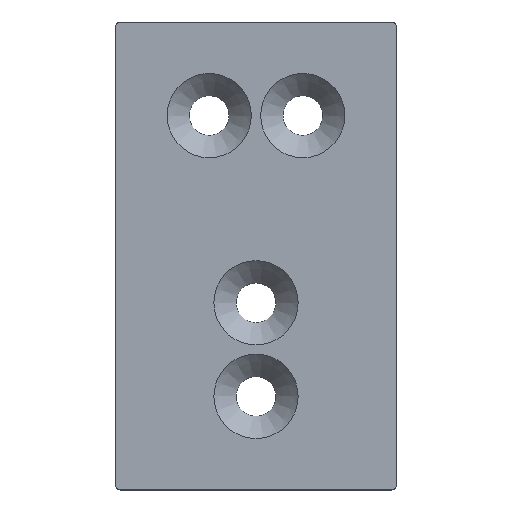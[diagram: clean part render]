
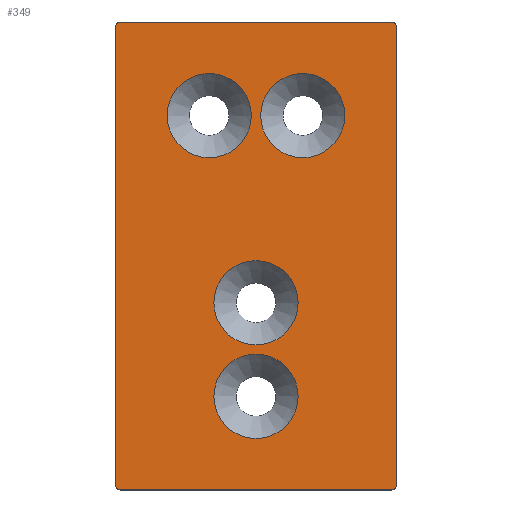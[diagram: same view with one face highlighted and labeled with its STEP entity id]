
A CAD part, top view. The second image highlights one B-rep face of the part: STEP entity #349.
In plain terms, the highlighted planar face has unit normal (0, 0, 1).
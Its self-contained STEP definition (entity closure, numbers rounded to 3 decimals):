
#15=FACE_BOUND('',#68,.T.);
#16=FACE_BOUND('',#69,.T.);
#17=FACE_BOUND('',#70,.T.);
#18=FACE_BOUND('',#71,.T.);
#27=PLANE('',#414);
#49=FACE_OUTER_BOUND('',#67,.T.);
#67=EDGE_LOOP('',(#301,#302,#303,#304,#305,#306,#307,#308));
#68=EDGE_LOOP('',(#309));
#69=EDGE_LOOP('',(#310));
#70=EDGE_LOOP('',(#311));
#71=EDGE_LOOP('',(#312));
#88=LINE('',#588,#112);
#92=LINE('',#600,#116);
#96=LINE('',#612,#120);
#100=LINE('',#622,#124);
#112=VECTOR('',#485,58.);
#116=VECTOR('',#497,98.);
#120=VECTOR('',#509,58.);
#124=VECTOR('',#521,98.);
#137=CIRCLE('',#391,9.);
#138=CIRCLE('',#393,9.);
#139=CIRCLE('',#395,9.);
#140=CIRCLE('',#397,9.);
#142=CIRCLE('',#400,1.);
#144=CIRCLE('',#404,1.);
#146=CIRCLE('',#408,1.);
#148=CIRCLE('',#412,1.);
#161=VERTEX_POINT('',#560);
#162=VERTEX_POINT('',#564);
#163=VERTEX_POINT('',#568);
#164=VERTEX_POINT('',#572);
#167=VERTEX_POINT('',#579);
#168=VERTEX_POINT('',#581);
#170=VERTEX_POINT('',#587);
#172=VERTEX_POINT('',#593);
#174=VERTEX_POINT('',#599);
#176=VERTEX_POINT('',#605);
#178=VERTEX_POINT('',#611);
#180=VERTEX_POINT('',#617);
#198=EDGE_CURVE('',#161,#161,#137,.T.);
#200=EDGE_CURVE('',#162,#162,#138,.T.);
#202=EDGE_CURVE('',#163,#163,#139,.T.);
#204=EDGE_CURVE('',#164,#164,#140,.T.);
#207=EDGE_CURVE('',#168,#167,#142,.T.);
#210=EDGE_CURVE('',#170,#168,#88,.T.);
#213=EDGE_CURVE('',#172,#170,#144,.T.);
#216=EDGE_CURVE('',#174,#172,#92,.T.);
#219=EDGE_CURVE('',#176,#174,#146,.T.);
#222=EDGE_CURVE('',#178,#176,#96,.T.);
#225=EDGE_CURVE('',#180,#178,#148,.T.);
#228=EDGE_CURVE('',#167,#180,#100,.T.);
#301=ORIENTED_EDGE('',*,*,#228,.T.);
#302=ORIENTED_EDGE('',*,*,#225,.T.);
#303=ORIENTED_EDGE('',*,*,#222,.T.);
#304=ORIENTED_EDGE('',*,*,#219,.T.);
#305=ORIENTED_EDGE('',*,*,#216,.T.);
#306=ORIENTED_EDGE('',*,*,#213,.T.);
#307=ORIENTED_EDGE('',*,*,#210,.T.);
#308=ORIENTED_EDGE('',*,*,#207,.T.);
#309=ORIENTED_EDGE('',*,*,#198,.T.);
#310=ORIENTED_EDGE('',*,*,#200,.T.);
#311=ORIENTED_EDGE('',*,*,#202,.T.);
#312=ORIENTED_EDGE('',*,*,#204,.T.);
#349=ADVANCED_FACE('',(#49,#15,#16,#17,#18),#27,.T.);
#391=AXIS2_PLACEMENT_3D('',#562,#457,#458);
#393=AXIS2_PLACEMENT_3D('',#566,#462,#463);
#395=AXIS2_PLACEMENT_3D('',#570,#467,#468);
#397=AXIS2_PLACEMENT_3D('',#574,#472,#473);
#400=AXIS2_PLACEMENT_3D('',#582,#479,#480);
#404=AXIS2_PLACEMENT_3D('',#594,#491,#492);
#408=AXIS2_PLACEMENT_3D('',#606,#503,#504);
#412=AXIS2_PLACEMENT_3D('',#618,#515,#516);
#414=AXIS2_PLACEMENT_3D('',#623,#522,#523);
#457=DIRECTION('center_axis',(0.,0.,-1.));
#458=DIRECTION('ref_axis',(1.,0.,0.));
#462=DIRECTION('center_axis',(0.,0.,-1.));
#463=DIRECTION('ref_axis',(1.,0.,0.));
#467=DIRECTION('center_axis',(0.,0.,-1.));
#468=DIRECTION('ref_axis',(1.,0.,0.));
#472=DIRECTION('center_axis',(0.,0.,-1.));
#473=DIRECTION('ref_axis',(1.,0.,0.));
#479=DIRECTION('center_axis',(0.,0.,1.));
#480=DIRECTION('ref_axis',(0.,1.,0.));
#485=DIRECTION('',(-1.,0.,0.));
#491=DIRECTION('center_axis',(0.,0.,1.));
#492=DIRECTION('ref_axis',(1.,0.,0.));
#497=DIRECTION('',(0.,1.,0.));
#503=DIRECTION('center_axis',(0.,0.,1.));
#504=DIRECTION('ref_axis',(0.,-1.,0.));
#509=DIRECTION('',(1.,0.,0.));
#515=DIRECTION('center_axis',(0.,0.,1.));
#516=DIRECTION('ref_axis',(-1.,0.,0.));
#521=DIRECTION('',(0.,-1.,0.));
#522=DIRECTION('center_axis',(0.,0.,1.));
#523=DIRECTION('ref_axis',(1.,0.,0.));
#560=CARTESIAN_POINT('',(-9.,0.,4.));
#562=CARTESIAN_POINT('Origin',(0.,0.,4.));
#564=CARTESIAN_POINT('',(-9.,-20.,4.));
#566=CARTESIAN_POINT('Origin',(0.,-20.,4.));
#568=CARTESIAN_POINT('',(1.,40.,4.));
#570=CARTESIAN_POINT('Origin',(10.,40.,4.));
#572=CARTESIAN_POINT('',(-19.,40.,4.));
#574=CARTESIAN_POINT('Origin',(-10.,40.,4.));
#579=CARTESIAN_POINT('',(-30.,59.,4.));
#581=CARTESIAN_POINT('',(-29.,60.,4.));
#582=CARTESIAN_POINT('Origin',(-29.,59.,4.));
#587=CARTESIAN_POINT('',(29.,60.,4.));
#588=CARTESIAN_POINT('',(29.,60.,4.));
#593=CARTESIAN_POINT('',(30.,59.,4.));
#594=CARTESIAN_POINT('Origin',(29.,59.,4.));
#599=CARTESIAN_POINT('',(30.,-39.,4.));
#600=CARTESIAN_POINT('',(30.,-39.,4.));
#605=CARTESIAN_POINT('',(29.,-40.,4.));
#606=CARTESIAN_POINT('Origin',(29.,-39.,4.));
#611=CARTESIAN_POINT('',(-29.,-40.,4.));
#612=CARTESIAN_POINT('',(-29.,-40.,4.));
#617=CARTESIAN_POINT('',(-30.,-39.,4.));
#618=CARTESIAN_POINT('Origin',(-29.,-39.,4.));
#622=CARTESIAN_POINT('',(-30.,59.,4.));
#623=CARTESIAN_POINT('Origin',(0.,10.,4.));
